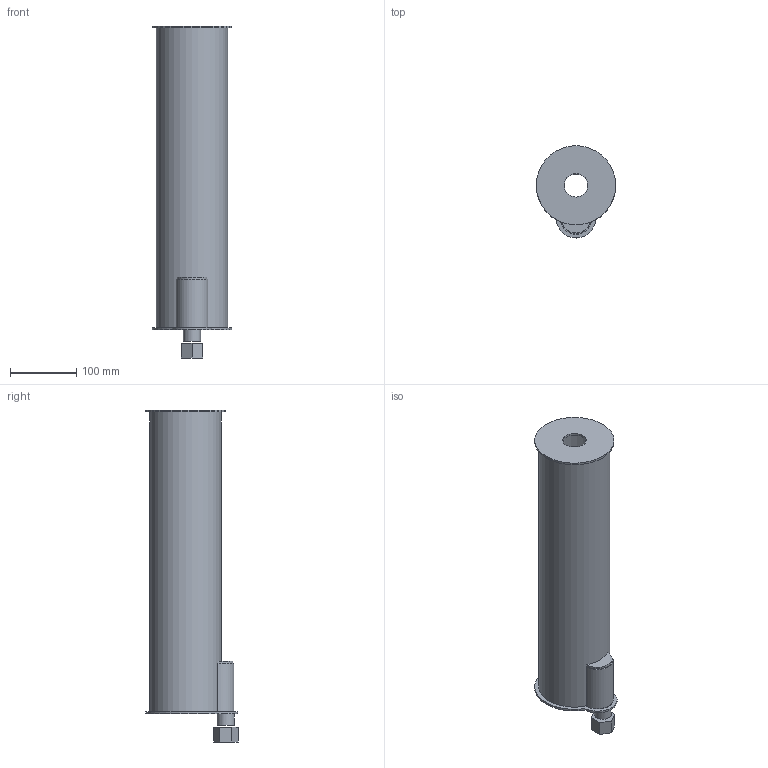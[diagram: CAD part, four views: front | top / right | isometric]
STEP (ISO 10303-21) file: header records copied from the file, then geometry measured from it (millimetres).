
FILE_DESCRIPTION(/* description */ (''),/* implementation_level */ '2;1');
FILE_NAME(/* name */ 'Vhd 01 G.stp',/* time_stamp */ '2015-01-21T09:50:44+01:00',/* author */ ('Tekenkamer'),/* organization */ (''),/* preprocessor_version */ 'ST-DEVELOPER v15.6',/* originating_system */ 'Autodesk Inventor 2015',/* authorisation */ '');
FILE_SCHEMA (('AUTOMOTIVE_DESIGN { 1 0 10303 214 3 1 1 }'));
Length unit declared in the file: millimetre
Products named in the file (1): MAAT3D
Bounding box: 120 x 139.5 x 503 mm (x, y, z)
Volume: 324802.1 mm3; surface area: 370831.9 mm2
Topology: 7 solids, 7 shells, 36 faces, 66 edges, 44 vertices
Faces by surface type: plane 22, cylinder 14
Full cylindrical faces by diameter (mm): 21 x2, 26 x1, 35.6 x2, 105 x1, 108 x1, 120 x1
Entity records: 903 total; most frequent: DIRECTION 160, CARTESIAN_POINT 139, ORIENTED_EDGE 116, AXIS2_PLACEMENT_3D 65, EDGE_CURVE 58, EDGE_LOOP 54, VERTEX_POINT 44, FACE_OUTER_BOUND 36
